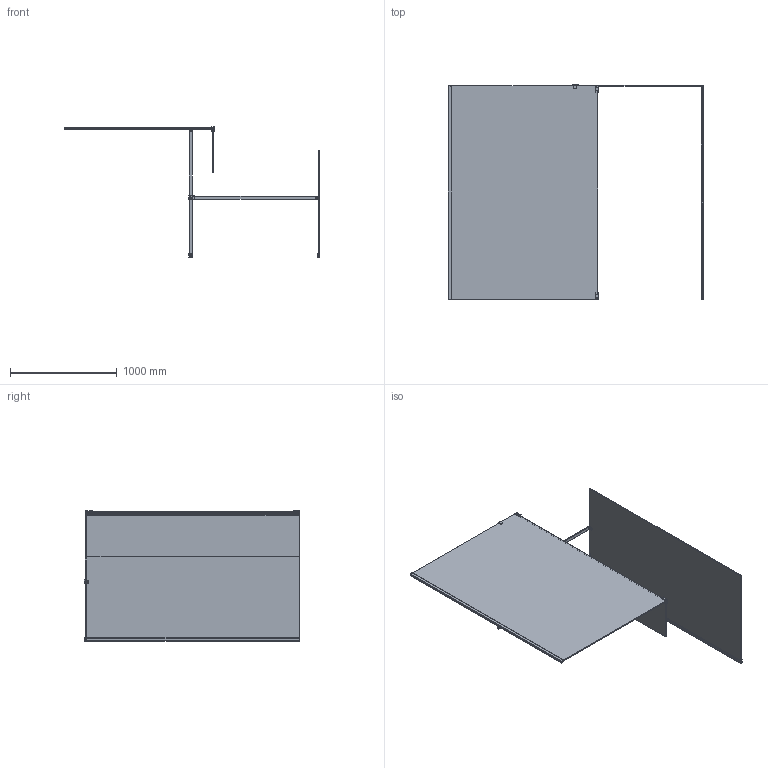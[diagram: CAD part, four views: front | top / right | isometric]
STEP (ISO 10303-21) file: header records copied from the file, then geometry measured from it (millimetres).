
FILE_DESCRIPTION (( 'STEP AP214' ), '1' );
FILE_NAME ('15.STEP', '2020-12-15T13:03:30', ( '' ), ( '' ), 'SwSTEP 2.0', 'SolidWorks 2010', '' );
FILE_SCHEMA (( 'AUTOMOTIVE_DESIGN' ));
Length unit declared in the file: millimetre
Products named in the file (33): Fixed glass1400X2000; Corner bracket+Bubble seal; Bottom seal for fixed glass; LP-3072; LW-3530; LW-3529; LP-3071; LW-C; LP-3073; XPJT10mm; LP-3067; LP-3068; LP-3069; LW-3531; LW-3528; LP-3070; LW-1021; Straight bracing bar; Fixed glass400X2000; 13 - 萵掛; LP-3084; 10mmDBJT; Fixed glass1000X2000; 15; LP-3074; 30x10-3T; LW-3518; 10X30-1150; LW-1421; T bracing bar; LP-3075; Bottom seal for fixed glass - 萵掛; LP-8967
Assembly tree (44 placements, depth 4):
  15
    Bottom seal for fixed glass
    LW-C
    LP-3084
    Fixed glass1400X2000
    Corner bracket+Bubble seal
      LP-3069
      XPJT10mm
      LP-3073  x4
      LP-3067
      Fixed glass400X2000
      LP-3072
      LW-3530
      LW-3531
      LP-3071
      LP-3070
      LW-3528
      LP-3068
      LW-3529
    Straight bracing bar
      10X30-1150
      LP-3074
      LW-1421
      LW-1021
      LP-3075
      LW-3518
    13 - 萵掛
      LP-3084
      T bracing bar
        LP-8967  x2
        LW-1421
        10X30-1150
        LP-3075
        LW-3518
        30x10-3T
        LP-3074
      LW-C
      Bottom seal for fixed glass - 萵掛
      Fixed glass1000X2000
      10mmDBJT
    10mmDBJT
Bounding box: 2394.65 x 2012.15 x 1216.95 mm (x, y, z)
Volume: 56807122.9 mm3; surface area: 13497942.3 mm2
Topology: 41 solids, 41 shells, 3934 faces, 9747 edges, 5970 vertices
Faces by surface type: plane 1605, cylinder 945, bspline 850, torus 278, sphere 170, cone 86
Entity records: 131722 total; most frequent: CARTESIAN_POINT 67940, ORIENTED_EDGE 13286, DIRECTION 11657, EDGE_CURVE 6643, VERTEX_POINT 4126, AXIS2_PLACEMENT_3D 3975, LINE 3707, VECTOR 3707
